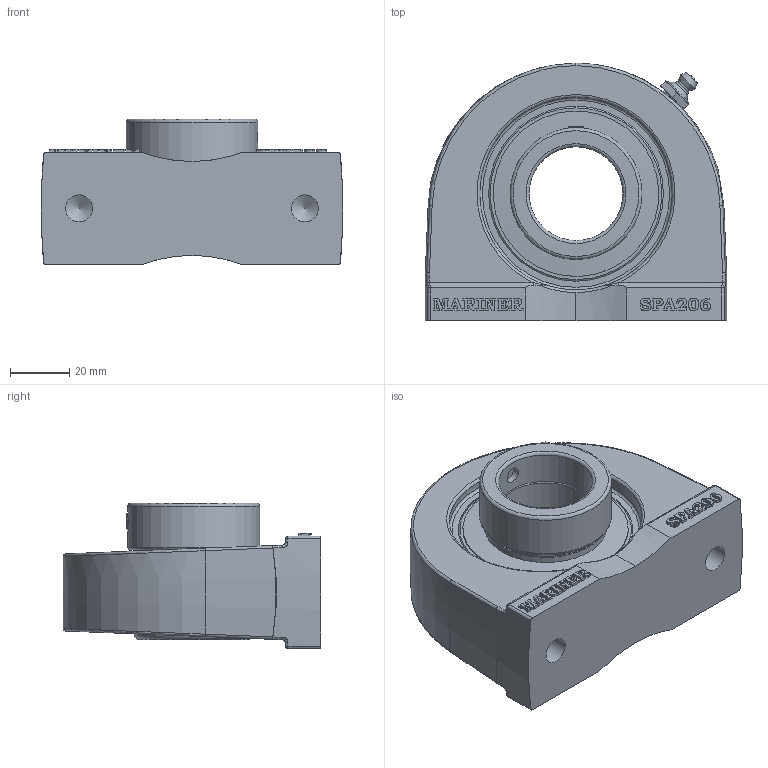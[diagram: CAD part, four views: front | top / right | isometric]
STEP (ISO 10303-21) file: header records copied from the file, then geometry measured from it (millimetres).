
FILE_DESCRIPTION(('HOOPS Exchange Step'),'2;1');
FILE_NAME('export-E657892E-0FA4-4E6F-935F-D05D556A4CF4.stp','2019-12-13T15:04:49-08:00',('ibuslach'),('Alibre'),'HOOPS Exchange 2019.2','Alibre','Unknown authorisation');
FILE_SCHEMA( ('AP242_MANAGED_MODEL_BASED_3D_ENGINEERING_MIM_LF {1 0 10303 442 1 1 4 }') );
Length unit declared in the file: centimetre
Products named in the file (8): ZERK 6mm; MRN SPA 206; SNC 206 SHIELD; SNC 206-20 COLLAR; SNC 206-20 RACES; SUC 206 SS; MRN SNC 206-20; MRN SNCPA 206-20
Assembly tree (8 placements, depth 3):
  MRN SNCPA 206-20
    ZERK 6mm
    MRN SPA 206
    MRN SNC 206-20
      SNC 206 SHIELD  x2
      SNC 206-20 COLLAR
      SNC 206-20 RACES
      SUC 206 SS
Bounding box: 101.91 x 87 x 49.1 mm (x, y, z)
Volume: 180289.1 mm3; surface area: 56723.7 mm2
Topology: 8 solids, 8 shells, 678 faces, 1883 edges, 1233 vertices
Faces by surface type: plane 258, extrusion 252, cylinder 63, cone 34, bspline 32, torus 24, sphere 15
Full cylindrical faces by diameter (mm): 2.506 x2, 5.359 x7, 6 x2, 9.144 x2, 31.75 x2, 37.643 x2, 40.323 x4, 41.338 x2, 44.501 x1, 51.397 x2, 55.88 x2, 65.017 x2
Entity records: 31911 total; most frequent: CARTESIAN_POINT 15693, ORIENTED_EDGE 3700, DIRECTION 2531, EDGE_CURVE 1850, VERTEX_POINT 1219, VECTOR 1199, LINE 947, B_SPLINE_CURVE_WITH_KNOTS 876
